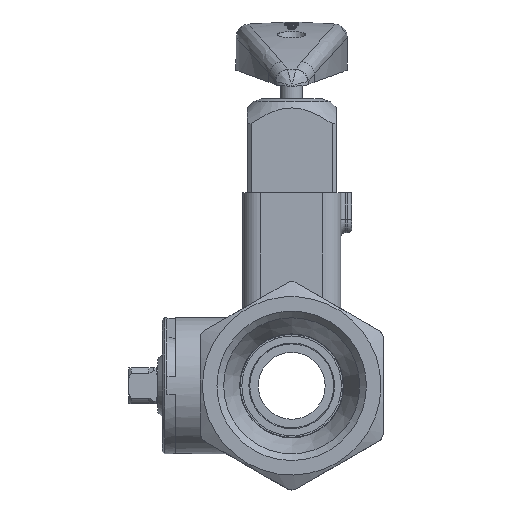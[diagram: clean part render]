
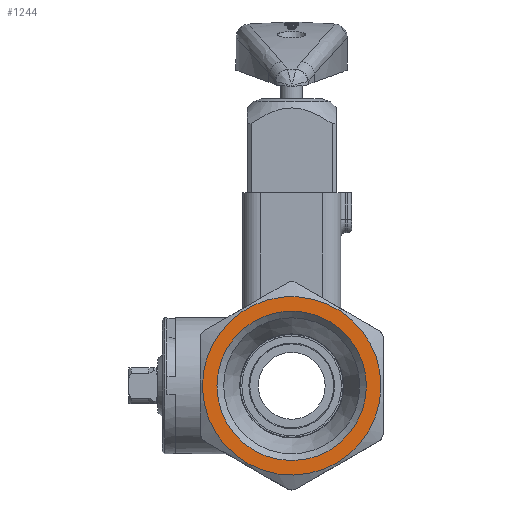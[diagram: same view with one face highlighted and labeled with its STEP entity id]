
A CAD part, front view. The second image highlights one B-rep face of the part: STEP entity #1244.
In plain terms, the highlighted planar face has unit normal (0, -1, 0).
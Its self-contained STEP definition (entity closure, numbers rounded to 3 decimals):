
#1244 = ADVANCED_FACE( '', ( #3023, #3024 ), #3025, .F. );
#3023 = FACE_BOUND( '', #5772, .T. );
#3024 = FACE_OUTER_BOUND( '', #5773, .T. );
#3025 = PLANE( '', #5774 );
#5772 = EDGE_LOOP( '', ( #9836 ) );
#5773 = EDGE_LOOP( '', ( #9837 ) );
#5774 = AXIS2_PLACEMENT_3D( '', #9838, #9839, #9840 );
#9836 = ORIENTED_EDGE( '', *, *, #17194, .T. );
#9837 = ORIENTED_EDGE( '', *, *, #17195, .T. );
#9838 = CARTESIAN_POINT( '', ( 0., -76., 0. ) );
#9839 = DIRECTION( '', ( 0., 1., 0. ) );
#9840 = DIRECTION( '', ( 0., 0., 1. ) );
#17194 = EDGE_CURVE( '', #19973, #19973, #19974, .T. );
#17195 = EDGE_CURVE( '', #19975, #19975, #19976, .T. );
#19973 = VERTEX_POINT( '', #24029 );
#19974 = CIRCLE( '', #24030, 16.75 );
#19975 = VERTEX_POINT( '', #24031 );
#19976 = CIRCLE( '', #24032, 20. );
#24029 = CARTESIAN_POINT( '', ( 0., -76., 16.75 ) );
#24030 = AXIS2_PLACEMENT_3D( '', #33856, #33857, #33858 );
#24031 = CARTESIAN_POINT( '', ( 20., -76., 0. ) );
#24032 = AXIS2_PLACEMENT_3D( '', #33859, #33860, #33861 );
#33856 = CARTESIAN_POINT( '', ( 0., -76., 0. ) );
#33857 = DIRECTION( '', ( 0., 1., 0. ) );
#33858 = DIRECTION( '', ( 0., 0., 1. ) );
#33859 = CARTESIAN_POINT( '', ( 0., -76., 0. ) );
#33860 = DIRECTION( '', ( 0., -1., 0. ) );
#33861 = DIRECTION( '', ( 1., 0., 0. ) );
